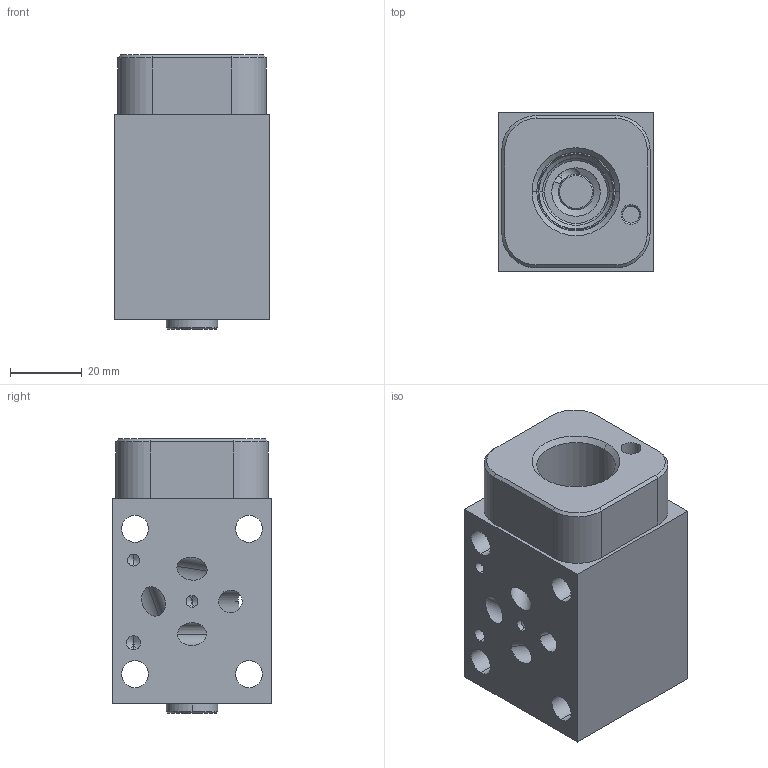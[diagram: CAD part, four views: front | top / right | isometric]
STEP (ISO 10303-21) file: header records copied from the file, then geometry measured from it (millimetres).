
FILE_DESCRIPTION((''),'2;1');
FILE_NAME('ZTT_ASM','2019-07-30T',('ProEService'),(''),'PRO/ENGINEER BY PARAMETRIC TECHNOLOGY CORPORATION, 2014200','PRO/ENGINEER BY PARAMETRIC TECHNOLOGY CORPORATION, 2014200','');
FILE_SCHEMA(('CONFIG_CONTROL_DESIGN'));
Length unit declared in the file: inch
Products named in the file (7): 150-227-003; 850-004-218; A330-006-004; 500-001-012; 700-002; 811-001-006; ZTT_ASM
Assembly tree (6 placements, depth 2):
  ZTT_ASM
    150-227-003
    850-004-218
    A330-006-004
    500-001-012
    700-002
    811-001-006
Bounding box: 43.18 x 44.45 x 76.33 mm (x, y, z)
Volume: 104730.6 mm3; surface area: 29597 mm2
Topology: 3 solids, 3 shells, 174 faces, 657 edges, 606 vertices
Faces by surface type: cylinder 77, cone 48, plane 35, sphere 12, torus 2
Entity records: 8148 total; most frequent: CARTESIAN_POINT 2695, DIRECTION 1145, ORIENTED_EDGE 838, EDGE_CURVE 419, VECTOR 399, LINE 399, AXIS2_PLACEMENT_3D 373, VERTEX_POINT 261
